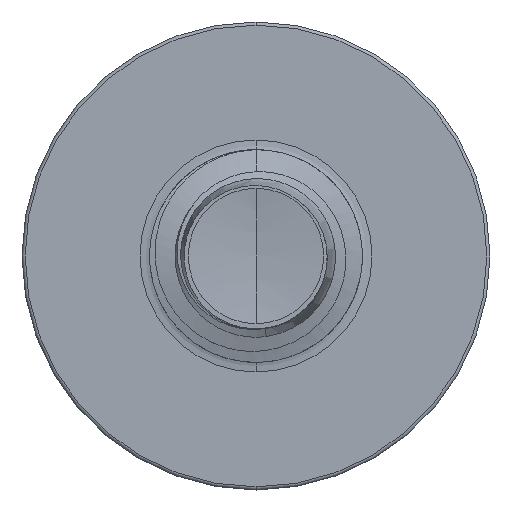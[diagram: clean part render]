
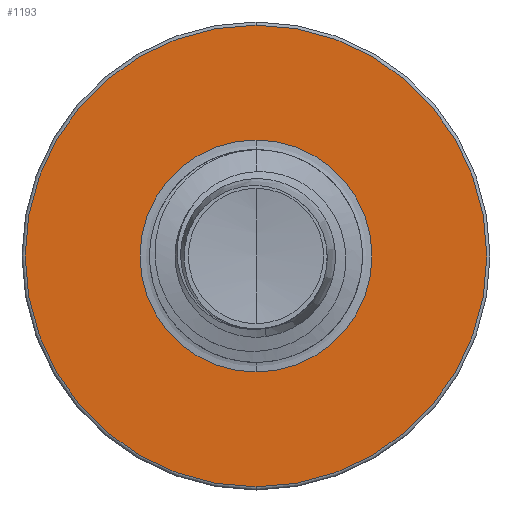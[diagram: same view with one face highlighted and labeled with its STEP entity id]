
A CAD part, front view. The second image highlights one B-rep face of the part: STEP entity #1193.
In plain terms, the highlighted planar face has unit normal (0, -1, 0).
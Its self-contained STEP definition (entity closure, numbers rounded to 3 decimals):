
#530 = EDGE_LOOP ( 'NONE', ( #14025, #13103 ) ) ;
#733 = CARTESIAN_POINT ( 'NONE',  ( 0., 4., -2.712 ) ) ;
#771 = AXIS2_PLACEMENT_3D ( 'NONE', #13235, #5704, #14285 ) ;
#842 = CARTESIAN_POINT ( 'NONE',  ( 0., 4., 2.713 ) ) ;
#974 = VERTEX_POINT ( 'NONE', #12243 ) ;
#1182 = DIRECTION ( 'NONE',  ( 0., 0., 1. ) ) ;
#1193 = ADVANCED_FACE ( 'NONE', ( #10053, #13139 ), #11606, .F. ) ;
#1634 = DIRECTION ( 'NONE',  ( 0., 1., 0. ) ) ;
#1638 = CARTESIAN_POINT ( 'NONE',  ( 0., 4., -1.363 ) ) ;
#1749 = AXIS2_PLACEMENT_3D ( 'NONE', #16272, #9633, #1182 ) ;
#3064 = VERTEX_POINT ( 'NONE', #733 ) ;
#3778 = AXIS2_PLACEMENT_3D ( 'NONE', #10966, #10946, #10932 ) ;
#4689 = CIRCLE ( 'NONE', #9828, 2.713 ) ;
#5704 = DIRECTION ( 'NONE',  ( 0., 1., 0. ) ) ;
#7308 = ORIENTED_EDGE ( 'NONE', *, *, #14938, .T. ) ;
#7530 = CIRCLE ( 'NONE', #1749, 2.713 ) ;
#8563 = DIRECTION ( 'NONE',  ( 0., 0., 1. ) ) ;
#8568 = DIRECTION ( 'NONE',  ( 0., 1., 0. ) ) ;
#8585 = CARTESIAN_POINT ( 'NONE',  ( 0., 4., 0. ) ) ;
#9086 = EDGE_CURVE ( 'NONE', #13625, #3064, #4689, .T. ) ;
#9300 = EDGE_LOOP ( 'NONE', ( #10407, #7308 ) ) ;
#9633 = DIRECTION ( 'NONE',  ( 0., 1., 0. ) ) ;
#9828 = AXIS2_PLACEMENT_3D ( 'NONE', #8585, #8568, #8563 ) ;
#10004 = CARTESIAN_POINT ( 'NONE',  ( 0., 4., 0. ) ) ;
#10053 = FACE_OUTER_BOUND ( 'NONE', #530, .T. ) ;
#10407 = ORIENTED_EDGE ( 'NONE', *, *, #11384, .T. ) ;
#10932 = DIRECTION ( 'NONE',  ( 0., 0., 1. ) ) ;
#10946 = DIRECTION ( 'NONE',  ( 0., 1., 0. ) ) ;
#10966 = CARTESIAN_POINT ( 'NONE',  ( 0., 4., -1.363 ) ) ;
#11089 = EDGE_CURVE ( 'NONE', #3064, #13625, #7530, .T. ) ;
#11221 = DIRECTION ( 'NONE',  ( 0., 0., 1. ) ) ;
#11384 = EDGE_CURVE ( 'NONE', #974, #13152, #12952, .T. ) ;
#11490 = CIRCLE ( 'NONE', #771, 1.363 ) ;
#11606 = PLANE ( 'NONE',  #3778 ) ;
#12243 = CARTESIAN_POINT ( 'NONE',  ( 0., 4., 1.363 ) ) ;
#12952 = CIRCLE ( 'NONE', #14625, 1.363 ) ;
#13103 = ORIENTED_EDGE ( 'NONE', *, *, #11089, .F. ) ;
#13139 = FACE_BOUND ( 'NONE', #9300, .T. ) ;
#13152 = VERTEX_POINT ( 'NONE', #1638 ) ;
#13235 = CARTESIAN_POINT ( 'NONE',  ( 0., 4., 0. ) ) ;
#13625 = VERTEX_POINT ( 'NONE', #842 ) ;
#14025 = ORIENTED_EDGE ( 'NONE', *, *, #9086, .F. ) ;
#14285 = DIRECTION ( 'NONE',  ( 0., 0., 1. ) ) ;
#14625 = AXIS2_PLACEMENT_3D ( 'NONE', #10004, #1634, #11221 ) ;
#14938 = EDGE_CURVE ( 'NONE', #13152, #974, #11490, .T. ) ;
#16272 = CARTESIAN_POINT ( 'NONE',  ( 0., 4., 0. ) ) ;
